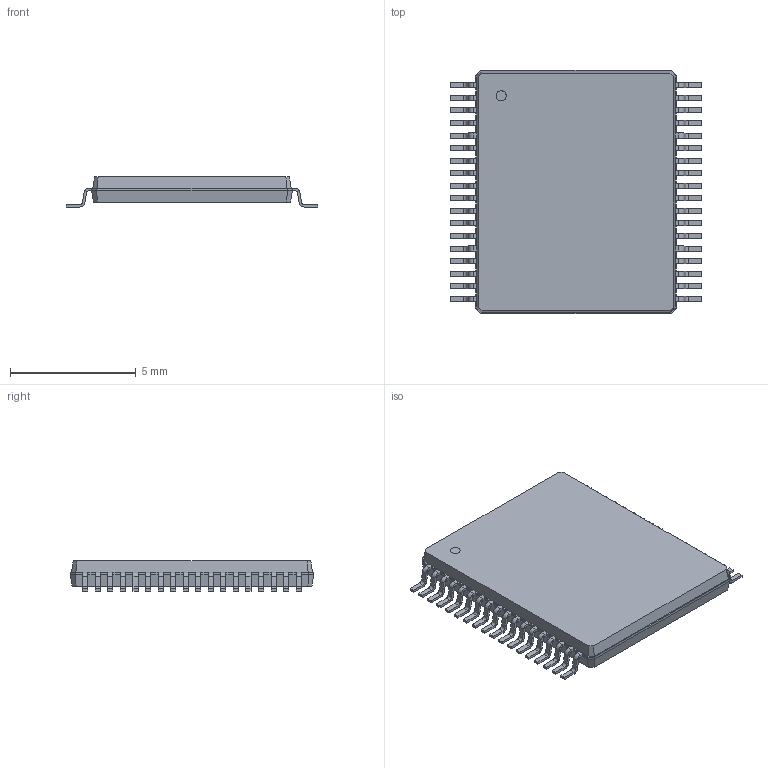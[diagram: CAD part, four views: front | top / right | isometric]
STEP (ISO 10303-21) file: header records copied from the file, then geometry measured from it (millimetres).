
FILE_DESCRIPTION(/* description */ ('model of TSSOP-36_8x9.7mm_P0.5mm'),/* implementation_level */ '2;1');
FILE_NAME(/* name */ 'TSSOP-36_8x9.7mm_P0.5mm.step',/* time_stamp */ '1970-01-01T00:00:00',/* author */ ('KiCAD','kicad'),/* organization */ ('OCCT'),/* preprocessor_version */ '',/* originating_system */ 'KiCAD',/* authorisation */ '');
FILE_SCHEMA(('AUTOMOTIVE_DESIGN { 1 0 10303 214 1 1 1 1 }'));
Length unit declared in the file: millimetre
Products named in the file (1): TSSOP-36_8x9.7mm_P0.5mm
Bounding box: 10 x 9.7 x 1.2 mm (x, y, z)
Volume: 76.7 mm3; surface area: 216.7 mm2
Topology: 1 solids, 1 shells, 567 faces, 1541 edges, 977 vertices
Faces by surface type: plane 407, cylinder 144, bspline 16
Entity records: 11357 total; most frequent: ORIENTED_EDGE 2634, EDGE_CURVE 1541, CARTESIAN_POINT 1340, VERTEX_POINT 977, LINE 976, AXIS2_PLACEMENT_3D 716, FACE_BOUND 568, EDGE_LOOP 568
